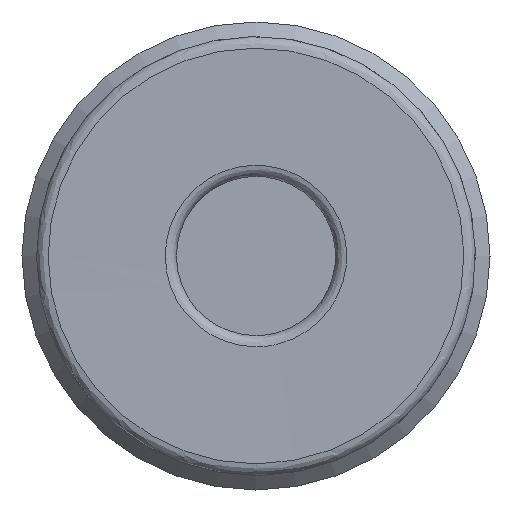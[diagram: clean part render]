
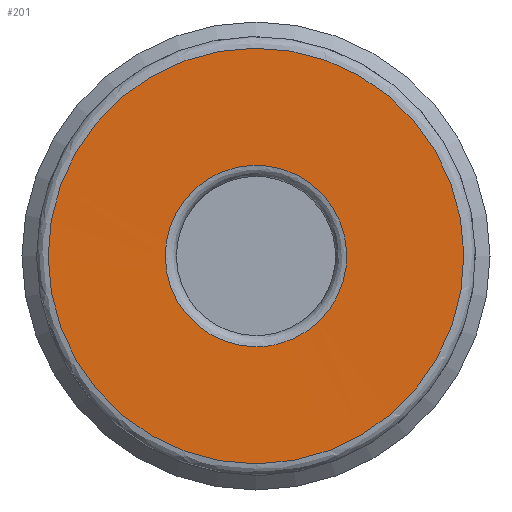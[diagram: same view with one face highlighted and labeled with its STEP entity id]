
A CAD part, left-side view. The second image highlights one B-rep face of the part: STEP entity #201.
In plain terms, the highlighted face is a revolution surface.
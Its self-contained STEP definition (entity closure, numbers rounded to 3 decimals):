
#24=SURFACE_OF_REVOLUTION('',#40,#32);
#32=AXIS1_PLACEMENT('',#601,#521);
#40=LINE('',#600,#44);
#44=VECTOR('',#520,8.2);
#201=ADVANCED_FACE('',(#240,#241),#24,.T.);
#240=FACE_BOUND('',#284,.T.);
#241=FACE_BOUND('',#285,.T.);
#284=EDGE_LOOP('',(#328));
#285=EDGE_LOOP('',(#329));
#328=ORIENTED_EDGE('',*,*,#380,.F.);
#329=ORIENTED_EDGE('',*,*,#381,.T.);
#358=VERTEX_POINT('',#597);
#359=VERTEX_POINT('',#599);
#380=EDGE_CURVE('',#358,#358,#402,.T.);
#381=EDGE_CURVE('',#359,#359,#403,.T.);
#402=CIRCLE('',#444,14.21);
#403=CIRCLE('',#445,6.205);
#444=AXIS2_PLACEMENT_3D('',#596,#516,#517);
#445=AXIS2_PLACEMENT_3D('',#598,#518,#519);
#516=DIRECTION('',(1.,0.,0.));
#517=DIRECTION('',(0.,0.,-1.));
#518=DIRECTION('',(1.,0.,0.));
#519=DIRECTION('',(0.,0.,-1.));
#520=DIRECTION('',(-0.007,-0.991,-0.135));
#521=DIRECTION('',(1.,0.,0.));
#596=CARTESIAN_POINT('',(0.006,0.,0.));
#597=CARTESIAN_POINT('',(0.006,0.,-14.21));
#598=CARTESIAN_POINT('',(0.063,0.,0.));
#599=CARTESIAN_POINT('',(0.063,0.,-6.205));
#600=CARTESIAN_POINT('',(0.063,-6.085,1.217));
#601=CARTESIAN_POINT('',(8.,0.,0.));
